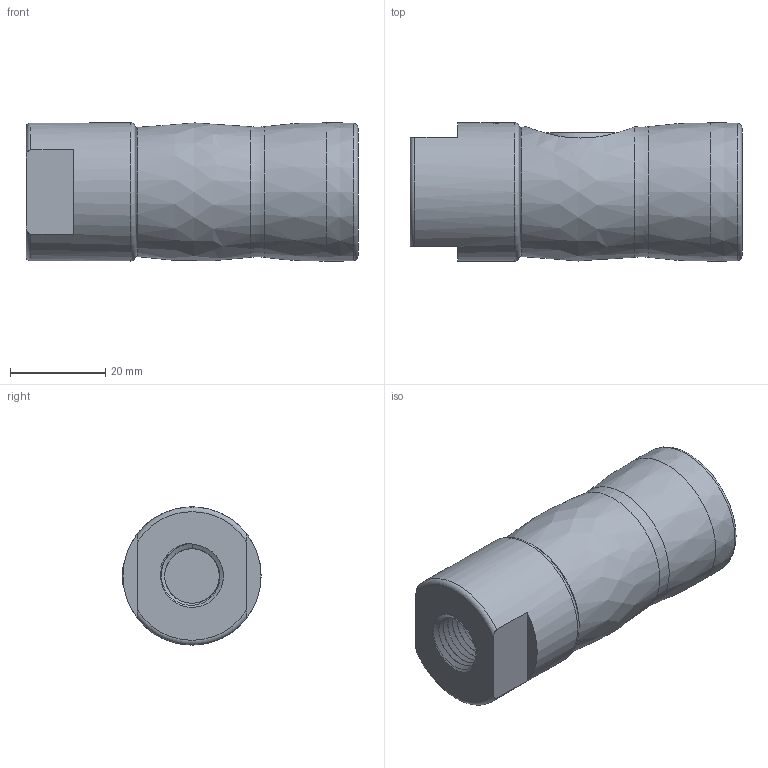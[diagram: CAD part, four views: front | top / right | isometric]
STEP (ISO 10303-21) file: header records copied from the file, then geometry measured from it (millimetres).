
FILE_DESCRIPTION(/* description */ (''),/* implementation_level */ '2;1');
FILE_NAME(/* name */ '30KPIW13APX.stp',/* time_stamp */ '2020-02-20T08:49:14+01:00',/* author */ ('IA176480'),/* organization */ (''),/* preprocessor_version */ 'ST-DEVELOPER v17',/* originating_system */ 'Autodesk Inventor 2019',/* authorisation */ '');
FILE_SCHEMA (('CONFIG_CONTROL_DESIGN'));
Length unit declared in the file: millimetre
Products named in the file (1): 30KPIW13APX
Bounding box: 69.7 x 29.02 x 29.03 mm (x, y, z)
Volume: 49534 mm3; surface area: 28932.7 mm2
Topology: 44 solids, 44 shells, 282 faces, 812 edges, 553 vertices
Faces by surface type: cylinder 87, plane 79, cone 49, sphere 32, torus 20, bspline 15
Full cylindrical faces by diameter (mm): 3.5 x1, 4 x11, 8 x1, 8.2 x1, 8.5 x1, 11 x3, 11.1 x2, 11.2 x3, 13.4 x1, 13.6 x1, 14 x1, 16 x1, 17.5 x1, 18 x1, 18.1 x1, 18.2 x2, 18.825 x1, 20.5 x4, 20.607 x2, 21 x1, 24.419 x9, 24.5 x1, 25 x10, 26 x3, 29.007 x1
Entity records: 19280 total; most frequent: CARTESIAN_POINT 12213, ORIENTED_EDGE 1498, DIRECTION 1384, EDGE_CURVE 749, AXIS2_PLACEMENT_3D 587, VERTEX_POINT 553, EDGE_LOOP 316, CIRCLE 315
